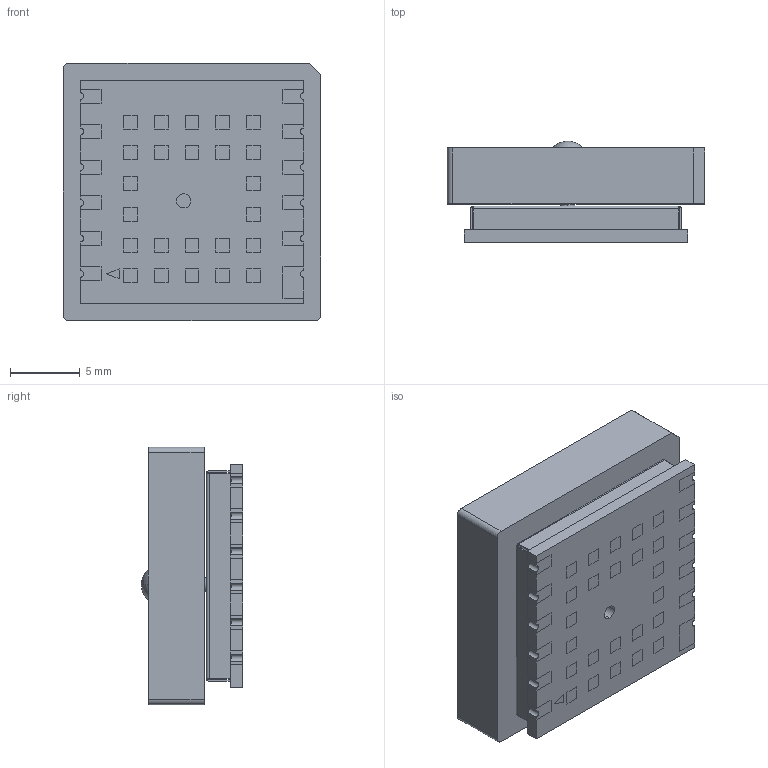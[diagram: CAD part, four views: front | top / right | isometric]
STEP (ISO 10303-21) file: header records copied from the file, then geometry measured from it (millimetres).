
FILE_DESCRIPTION (( 'STEP AP214' ), '1' );
FILE_NAME ('LC86G.STEP', '2023-10-27T11:57:18', ( '' ), ( '' ), 'SwSTEP 2.0', 'SolidWorks 2021', '' );
FILE_SCHEMA (( 'AUTOMOTIVE_DESIGN' ));
Length unit declared in the file: millimetre
Products named in the file (1): LC86G
Bounding box: 18.4 x 7.25 x 18.4 mm (x, y, z)
Volume: 1615.4 mm3; surface area: 3037.9 mm2
Topology: 43 solids, 43 shells, 522 faces, 1274 edges, 839 vertices
Faces by surface type: plane 479, cylinder 33, bspline 8, sphere 2
Entity records: 15808 total; most frequent: CARTESIAN_POINT 2980, ORIENTED_EDGE 2548, DIRECTION 2342, EDGE_CURVE 1274, VECTOR 1204, LINE 1204, VERTEX_POINT 839, EDGE_LOOP 575
